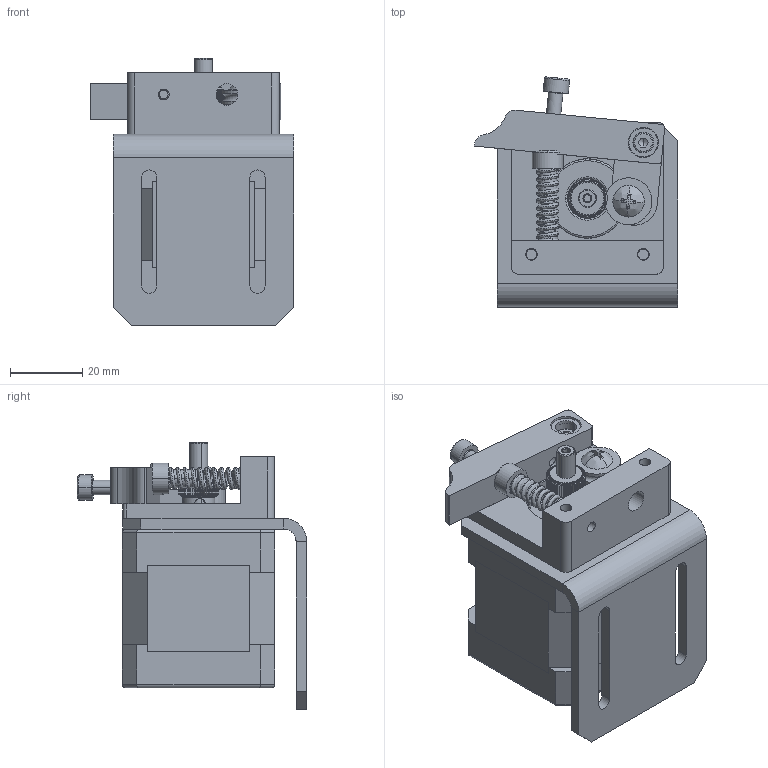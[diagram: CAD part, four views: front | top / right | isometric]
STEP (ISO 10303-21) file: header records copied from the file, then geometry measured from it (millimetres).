
FILE_DESCRIPTION(('CATIA V5 STEP Exchange'),'2;1');
FILE_NAME('MK8.stp','2021-08-25T12:45:13+00:00',('none'),('none'),'CATIA Version 5-6 Release 2018 SP6','CATIA V5 STEP AP203','none');
FILE_SCHEMA(('CONFIG_CONTROL_DESIGN'));
Length unit declared in the file: millimetre
Products named in the file (3): MK8; Extruder_01; NEMA 17
Assembly tree (23 placements, depth 3):
  MK8
    Extruder_01
      #65
      #1321
      #3832
      #13667
      #14098
      #16346
      #17048
      #17735
      #18425  x2
    NEMA 17
      #19815
      #21684
      #21991
      #23854  x4
      #24591
      #24877  x2
    #25724
Bounding box: 56.31 x 63.69 x 74 mm (x, y, z)
Volume: 107085.5 mm3; surface area: 44318.8 mm2
Topology: 21 solids, 21 shells, 931 faces, 2379 edges, 1512 vertices
Faces by surface type: plane 368, cylinder 259, cone 180, torus 104, bspline 10, sphere 10
Entity records: 26832 total; most frequent: CARTESIAN_POINT 9367, ORIENTED_EDGE 4086, DIRECTION 2557, EDGE_CURVE 2043, VERTEX_POINT 1309, AXIS2_PLACEMENT_3D 1239, EDGE_LOOP 884, ADVANCED_FACE 795
